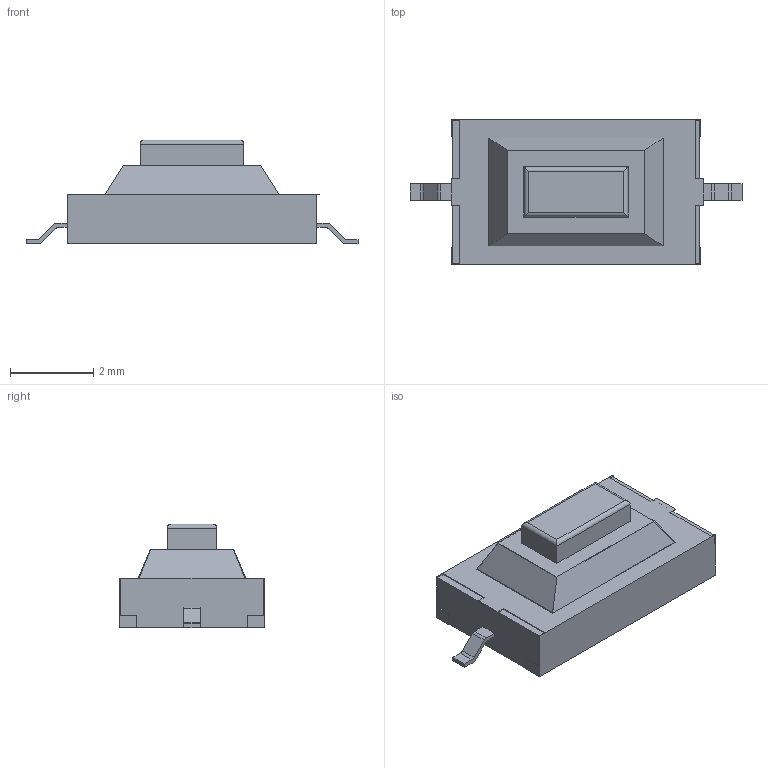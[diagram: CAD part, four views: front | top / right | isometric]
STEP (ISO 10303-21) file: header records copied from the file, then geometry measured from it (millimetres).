
FILE_DESCRIPTION(('FreeCAD Model'),'2;1');
FILE_NAME('SW_SPST_CK_RS282G05A3.step','2018-04-23T20:14:00',( 'kicad StepUp'),('ksu MCAD'),'Open CASCADE STEP processor 6.8', 'FreeCAD','Unknown');
FILE_SCHEMA(('AUTOMOTIVE_DESIGN { 1 0 10303 214 1 1 1 1 }'));
Length unit declared in the file: millimetre
Products named in the file (2): ASSEMBLY; SW_SPST_CK_RS282G05A3
Assembly tree (1 placements, depth 2):
  ASSEMBLY
    SW_SPST_CK_RS282G05A3
Bounding box: 8 x 3.5 x 2.5 mm (x, y, z)
Volume: 28.9 mm3; surface area: 103.6 mm2
Topology: 2 solids, 2 shells, 113 faces, 292 edges, 192 vertices
Faces by surface type: plane 101, cylinder 12
Entity records: 4207 total; most frequent: CARTESIAN_POINT 599, ORIENTED_EDGE 584, DIRECTION 542, EDGE_CURVE 292, LINE 272, VECTOR 272, VERTEX_POINT 192, AXIS2_PLACEMENT_3D 135
